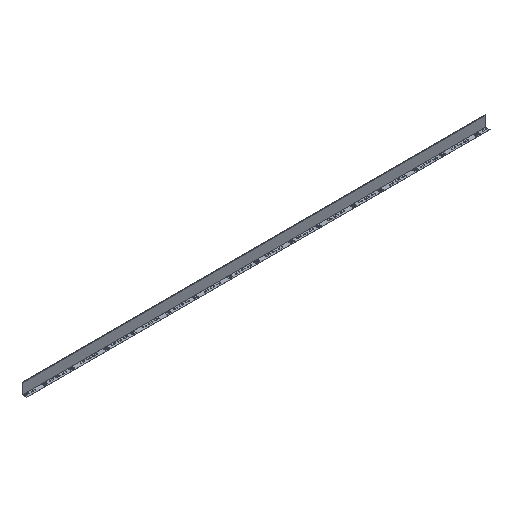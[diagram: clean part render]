
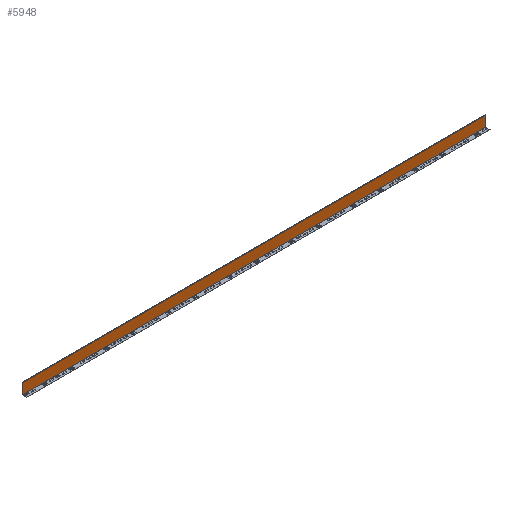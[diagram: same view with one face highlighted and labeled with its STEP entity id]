
A CAD part, isometric view. The second image highlights one B-rep face of the part: STEP entity #5948.
In plain terms, the highlighted planar face has unit normal (0, -1, 0).
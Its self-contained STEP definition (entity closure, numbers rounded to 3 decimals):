
#1012=FACE_OUTER_BOUND('',#1172,.T.);
#1172=EDGE_LOOP('',(#4678,#4679,#4680,#4681));
#1344=LINE('',#8449,#1908);
#1345=LINE('',#8452,#1909);
#1346=LINE('',#8454,#1910);
#1347=LINE('',#8455,#1911);
#1908=VECTOR('',#6716,1.);
#1909=VECTOR('',#6719,1.);
#1910=VECTOR('',#6720,1.);
#1911=VECTOR('',#6721,1.);
#2466=VERTEX_POINT('',#8445);
#2467=VERTEX_POINT('',#8447);
#2468=VERTEX_POINT('',#8451);
#2469=VERTEX_POINT('',#8453);
#3568=EDGE_CURVE('',#2466,#2467,#1344,.T.);
#3569=EDGE_CURVE('',#2466,#2468,#1345,.T.);
#3570=EDGE_CURVE('',#2469,#2467,#1346,.T.);
#3571=EDGE_CURVE('',#2468,#2469,#1347,.T.);
#4678=ORIENTED_EDGE('',*,*,#3569,.F.);
#4679=ORIENTED_EDGE('',*,*,#3568,.T.);
#4680=ORIENTED_EDGE('',*,*,#3570,.F.);
#4681=ORIENTED_EDGE('',*,*,#3571,.F.);
#5788=PLANE('',#6110);
#5948=ADVANCED_FACE('',(#1012),#5788,.T.);
#6110=AXIS2_PLACEMENT_3D('',#8450,#6717,#6718);
#6716=DIRECTION('',(1.,0.,0.));
#6717=DIRECTION('center_axis',(0.,-1.,0.));
#6718=DIRECTION('ref_axis',(0.,0.,-1.));
#6719=DIRECTION('',(0.,0.,1.));
#6720=DIRECTION('',(0.,0.,-1.));
#6721=DIRECTION('',(1.,0.,0.));
#8445=CARTESIAN_POINT('',(3.259,33.275,0.75));
#8447=CARTESIAN_POINT('',(3003.259,33.275,0.75));
#8449=CARTESIAN_POINT('',(3.259,33.275,0.75));
#8450=CARTESIAN_POINT('Origin',(3.259,33.275,68.));
#8451=CARTESIAN_POINT('',(3.259,33.275,68.));
#8452=CARTESIAN_POINT('',(3.259,33.275,0.75));
#8453=CARTESIAN_POINT('',(3003.259,33.275,68.));
#8454=CARTESIAN_POINT('',(3003.259,33.275,0.75));
#8455=CARTESIAN_POINT('',(3.259,33.275,68.));
